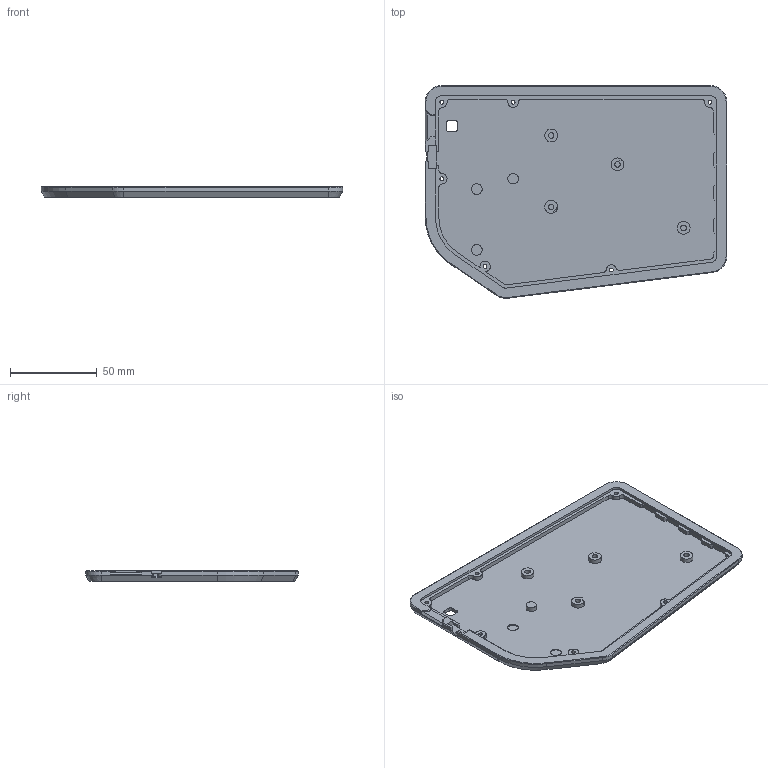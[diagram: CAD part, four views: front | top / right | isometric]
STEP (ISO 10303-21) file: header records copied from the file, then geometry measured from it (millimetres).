
FILE_DESCRIPTION(('FreeCAD Model'),'2;1');
FILE_NAME('Open CASCADE Shape Model','2025-03-24T19:24:39',(''),(''), 'Open CASCADE STEP processor 7.8','FreeCAD','Unknown');
FILE_SCHEMA(('AUTOMOTIVE_DESIGN { 1 0 10303 214 1 1 1 1 }'));
Length unit declared in the file: millimetre
Products named in the file (1): BottomCase
Bounding box: 173.4 x 122.4 x 6 mm (x, y, z)
Volume: 51752.8 mm3; surface area: 43879.4 mm2
Topology: 1 solids, 1 shells, 172 faces, 451 edges, 292 vertices
Faces by surface type: plane 106, cylinder 50, cone 16
Full cylindrical faces by diameter (mm): 2.2 x6, 3.2 x4, 6 x1, 6.2 x2, 7.4 x4
Entity records: 5315 total; most frequent: CARTESIAN_POINT 926, DIRECTION 913, ORIENTED_EDGE 902, EDGE_CURVE 451, LINE 315, VECTOR 315, AXIS2_PLACEMENT_3D 299, VERTEX_POINT 292
